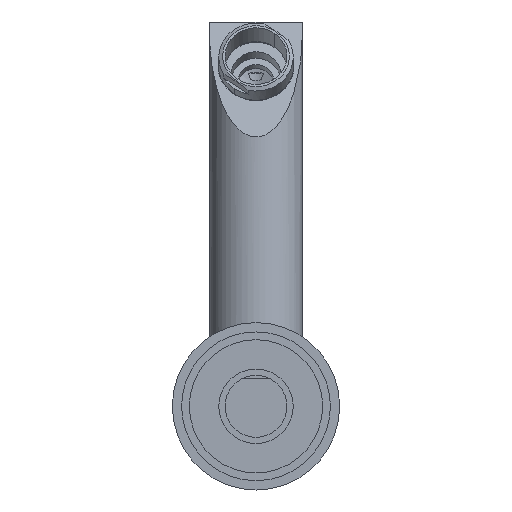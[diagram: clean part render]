
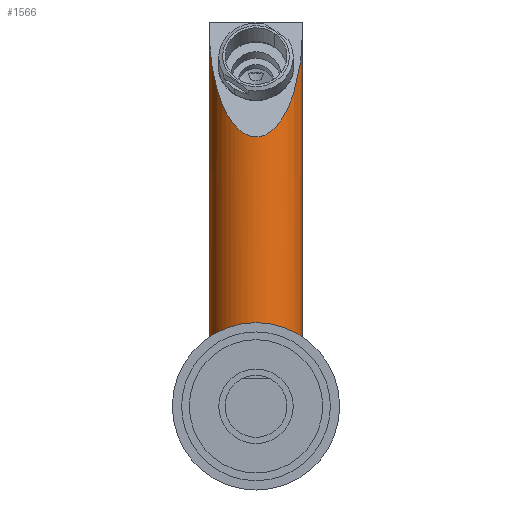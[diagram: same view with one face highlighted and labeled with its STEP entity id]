
A CAD part, front view. The second image highlights one B-rep face of the part: STEP entity #1566.
In plain terms, the highlighted cylindrical face has radius 15 mm (diameter 30 mm), a partial arc.
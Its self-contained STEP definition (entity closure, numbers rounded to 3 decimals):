
#136 = CARTESIAN_POINT ( 'NONE',  ( -14.007, 5.388, -4.51 ) ) ;
#234 = CARTESIAN_POINT ( 'NONE',  ( 7.633, 12.95, -1.23 ) ) ;
#236 = CARTESIAN_POINT ( 'NONE',  ( 15., 0., 97.131 ) ) ;
#291 = CARTESIAN_POINT ( 'NONE',  ( -14.177, 4.926, -4.634 ) ) ;
#518 = CARTESIAN_POINT ( 'NONE',  ( 15., 0., 97.131 ) ) ;
#631 = LINE ( 'NONE', #4318, #6522 ) ;
#644 = EDGE_CURVE ( 'NONE', #9114, #8368, #9468, .T. ) ;
#880 = CARTESIAN_POINT ( 'NONE',  ( -8.79, 12.164, -1.664 ) ) ;
#934 = CARTESIAN_POINT ( 'NONE',  ( -9.179, 11.873, -1.821 ) ) ;
#1035 = CARTESIAN_POINT ( 'NONE',  ( -12.706, 7.987, -3.637 ) ) ;
#1139 = VERTEX_POINT ( 'NONE', #236 ) ;
#1166 = CARTESIAN_POINT ( 'NONE',  ( -15., 0., -5.265 ) ) ;
#1325 = CARTESIAN_POINT ( 'NONE',  ( 15., 30., 29.75 ) ) ;
#1504 = EDGE_CURVE ( 'NONE', #5155, #1139, #2858, .T. ) ;
#1566 = ADVANCED_FACE ( 'NONE', ( #2275 ), #6731, .T. ) ;
#1641 = CARTESIAN_POINT ( 'NONE',  ( -3.954, 14.478, -0.323 ) ) ;
#1691 = CARTESIAN_POINT ( 'NONE',  ( -1.99, 14.876, -0.077 ) ) ;
#1793 = CARTESIAN_POINT ( 'NONE',  ( 1.052, 14.998, -0.001 ) ) ;
#1843 = CARTESIAN_POINT ( 'NONE',  ( 15., 0., -5.265 ) ) ;
#2051 = ORIENTED_EDGE ( 'NONE', *, *, #1504, .T. ) ;
#2160 = EDGE_CURVE ( 'NONE', #8368, #1139, #631, .T. ) ;
#2250 = CARTESIAN_POINT ( 'NONE',  ( -14.597, 3.489, -4.949 ) ) ;
#2275 = FACE_OUTER_BOUND ( 'NONE', #4880, .T. ) ;
#2401 = CARTESIAN_POINT ( 'NONE',  ( 11.3, 9.876, -2.824 ) ) ;
#2447 = CARTESIAN_POINT ( 'NONE',  ( 14.599, 3.481, -4.951 ) ) ;
#2501 = VECTOR ( 'NONE', #4745, 1000. ) ;
#2598 = CARTESIAN_POINT ( 'NONE',  ( 9.241, 11.855, -1.834 ) ) ;
#2658 = CARTESIAN_POINT ( 'NONE',  ( 15., 0., -5.265 ) ) ;
#2858 =( BOUNDED_CURVE ( )  B_SPLINE_CURVE ( 3, ( #8999, #9759, #1325, #518 ),
 .UNSPECIFIED., .F., .T. ) 
 B_SPLINE_CURVE_WITH_KNOTS ( ( 4, 4 ),
 ( 1.571, 4.712 ),
 .UNSPECIFIED. ) 
 CURVE ( )  GEOMETRIC_REPRESENTATION_ITEM ( )  RATIONAL_B_SPLINE_CURVE ( ( 1., 0.333, 0.333, 1. ) ) 
 REPRESENTATION_ITEM ( '' )  );
#2938 = DIRECTION ( 'NONE',  ( 0., 0., 1. ) ) ;
#3062 = ORIENTED_EDGE ( 'NONE', *, *, #644, .F. ) ;
#3160 = CARTESIAN_POINT ( 'NONE',  ( -3.468, 14.602, -0.247 ) ) ;
#3199 = CARTESIAN_POINT ( 'NONE',  ( -15., 0., 0. ) ) ;
#3212 = CARTESIAN_POINT ( 'NONE',  ( 14.012, 5.375, -4.514 ) ) ;
#3310 = CARTESIAN_POINT ( 'NONE',  ( -11.896, 9.188, -3.146 ) ) ;
#3367 = CARTESIAN_POINT ( 'NONE',  ( -13.418, 6.723, -4.099 ) ) ;
#3702 = CARTESIAN_POINT ( 'NONE',  ( 0., 0., 0. ) ) ;
#3711 = DIRECTION ( 'NONE',  ( 0., 0., 1. ) ) ;
#3758 = CARTESIAN_POINT ( 'NONE',  ( -14.896, 2.024, -5.181 ) ) ;
#3953 = CARTESIAN_POINT ( 'NONE',  ( 11.907, 9.135, -3.159 ) ) ;
#4006 = CARTESIAN_POINT ( 'NONE',  ( 10.981, 10.23, -2.656 ) ) ;
#4112 = CARTESIAN_POINT ( 'NONE',  ( 5.425, 13.993, -0.616 ) ) ;
#4318 = CARTESIAN_POINT ( 'NONE',  ( 15., 0., 0. ) ) ;
#4319 = ORIENTED_EDGE ( 'NONE', *, *, #5899, .T. ) ;
#4708 = CARTESIAN_POINT ( 'NONE',  ( 14.476, 3.962, -4.856 ) ) ;
#4745 = DIRECTION ( 'NONE',  ( 0., 0., 1. ) ) ;
#4880 = EDGE_LOOP ( 'NONE', ( #6950, #3062, #4319, #2051 ) ) ;
#5155 = VERTEX_POINT ( 'NONE', #8214 ) ;
#5461 = CARTESIAN_POINT ( 'NONE',  ( -2.486, 14.801, -0.124 ) ) ;
#5504 = CARTESIAN_POINT ( 'NONE',  ( 15., 1.023, -5.265 ) ) ;
#5615 = CARTESIAN_POINT ( 'NONE',  ( -13.628, 6.287, -4.243 ) ) ;
#5668 = CARTESIAN_POINT ( 'NONE',  ( 9.975, 11.243, -2.158 ) ) ;
#5899 = EDGE_CURVE ( 'NONE', #9114, #5155, #9304, .T. ) ;
#6230 = CARTESIAN_POINT ( 'NONE',  ( 3.518, 14.59, -0.254 ) ) ;
#6277 = CARTESIAN_POINT ( 'NONE',  ( -4.915, 14.181, -0.504 ) ) ;
#6326 = CARTESIAN_POINT ( 'NONE',  ( -0.987, 14.976, -0.015 ) ) ;
#6381 = CARTESIAN_POINT ( 'NONE',  ( -0.478, 15.001, 0.001 ) ) ;
#6436 = CARTESIAN_POINT ( 'NONE',  ( 4.96, 14.165, -0.513 ) ) ;
#6522 = VECTOR ( 'NONE', #3711, 1000. ) ;
#6731 = CYLINDRICAL_SURFACE ( 'NONE', #7152, 15. ) ;
#6871 = DIRECTION ( 'NONE',  ( -1., 0., 0. ) ) ;
#6950 = ORIENTED_EDGE ( 'NONE', *, *, #2160, .F. ) ;
#7046 = CARTESIAN_POINT ( 'NONE',  ( -9.924, 11.258, -2.144 ) ) ;
#7139 = CARTESIAN_POINT ( 'NONE',  ( -11.29, 9.922, -2.808 ) ) ;
#7152 = AXIS2_PLACEMENT_3D ( 'NONE', #3702, #2938, #6871 ) ;
#7195 = CARTESIAN_POINT ( 'NONE',  ( 14.897, 2.02, -5.181 ) ) ;
#7252 = CARTESIAN_POINT ( 'NONE',  ( -12.957, 7.573, -3.796 ) ) ;
#7595 = CARTESIAN_POINT ( 'NONE',  ( -15., 0., -5.265 ) ) ;
#7645 = CARTESIAN_POINT ( 'NONE',  ( -14.473, 3.973, -4.854 ) ) ;
#7791 = CARTESIAN_POINT ( 'NONE',  ( 13.447, 6.717, -4.116 ) ) ;
#7840 = CARTESIAN_POINT ( 'NONE',  ( -7.591, 12.974, -1.216 ) ) ;
#7940 = CARTESIAN_POINT ( 'NONE',  ( -10.278, 10.935, -2.309 ) ) ;
#8214 = CARTESIAN_POINT ( 'NONE',  ( -15., 0., 97.131 ) ) ;
#8368 = VERTEX_POINT ( 'NONE', #2658 ) ;
#8551 = CARTESIAN_POINT ( 'NONE',  ( 12.194, 8.748, -3.326 ) ) ;
#8701 = CARTESIAN_POINT ( 'NONE',  ( 12.992, 7.558, -3.811 ) ) ;
#8749 = CARTESIAN_POINT ( 'NONE',  ( 14.181, 4.913, -4.637 ) ) ;
#8999 = CARTESIAN_POINT ( 'NONE',  ( -15., 0., 97.131 ) ) ;
#9114 = VERTEX_POINT ( 'NONE', #1166 ) ;
#9165 = CARTESIAN_POINT ( 'NONE',  ( -15., 1.024, -5.265 ) ) ;
#9304 = LINE ( 'NONE', #3199, #2501 ) ;
#9316 = CARTESIAN_POINT ( 'NONE',  ( -5.383, 14.01, -0.607 ) ) ;
#9361 = CARTESIAN_POINT ( 'NONE',  ( -6.741, 13.436, -0.947 ) ) ;
#9405 = CARTESIAN_POINT ( 'NONE',  ( 6.78, 13.416, -0.959 ) ) ;
#9463 = CARTESIAN_POINT ( 'NONE',  ( 4.002, 14.465, -0.331 ) ) ;
#9468 = B_SPLINE_CURVE_WITH_KNOTS ( 'NONE', 3,
 ( #7595, #9165, #3758, #2250, #7645, #291, #136, #5615, #3367, #7252, #1035, #3310, #7139, #7940, #7046, #934, #880, #7840, #9361, #9316, #6277, #1641, #3160, #5461, #1691, #6326, #6381, #1793, #9517, #6230, #9463, #6436, #4112, #9405, #234, #2598, #5668, #4006, #2401, #3953, #8551, #8701, #7791, #3212, #8749, #4708, #2447, #7195, #5504, #1843 ),
 .UNSPECIFIED., .F., .F.,
 ( 4, 2, 2, 2, 2, 2, 2, 2, 2, 2, 2, 2, 2, 2, 2, 2, 2, 2, 2, 2, 2, 2, 2, 2, 4 ),
 ( 0.072, 0.075, 0.077, 0.078, 0.08, 0.081, 0.084, 0.086, 0.087, 0.09, 0.092, 0.093, 0.095, 0.096, 0.099, 0.101, 0.103, 0.106, 0.109, 0.11, 0.112, 0.115, 0.116, 0.118, 0.121 ),
 .UNSPECIFIED. ) ;
#9517 = CARTESIAN_POINT ( 'NONE',  ( 2.051, 14.893, -0.067 ) ) ;
#9759 = CARTESIAN_POINT ( 'NONE',  ( -15., 30., 29.75 ) ) ;
